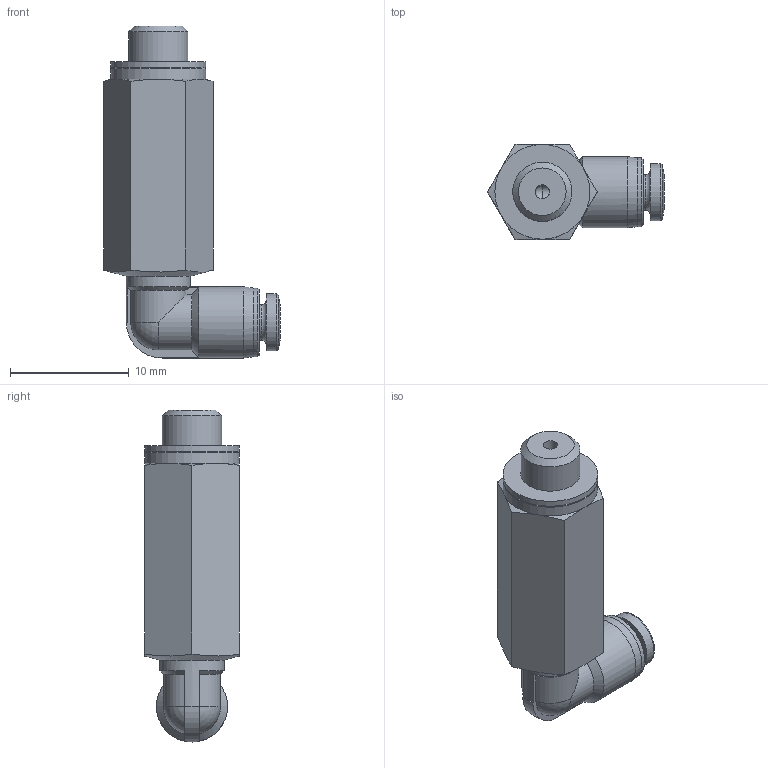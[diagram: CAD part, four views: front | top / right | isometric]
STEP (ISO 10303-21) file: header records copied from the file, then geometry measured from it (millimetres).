
FILE_DESCRIPTION(/* description */ ('STEP AP214'),/* implementation_level */ '2;1');
FILE_NAME(/* name */ '133033_QSMLL-M5-2',/* time_stamp */ '2024-09-13T00:13:26+02:00',/* author */ ('License CC BY-ND 4.0'),/* organization */ ('CADENAS'),/* preprocessor_version */ 'ST-DEVELOPER v19.3',/* originating_system */ 'PARTsolutions',/* authorisation */ ' ');
FILE_SCHEMA (('AUTOMOTIVE_DESIGN {1 0 10303 214 3 1 1}'));
Length unit declared in the file: millimetre
Products named in the file (1): 133033 QSMLL-M5-2
Bounding box: 14.92 x 8 x 28 mm (x, y, z)
Volume: 1297.3 mm3; surface area: 1055.6 mm2
Topology: 1 solids, 1 shells, 59 faces, 140 edges, 86 vertices
Faces by surface type: plane 19, cylinder 16, cone 16, sphere 5, torus 3
Full cylindrical faces by diameter (mm): 1.2 x2, 2 x1, 3 x1, 4.8 x1, 5 x1, 5.4 x1, 5.8 x1, 6 x1, 8 x2
Entity records: 2033 total; most frequent: CARTESIAN_POINT 350, DIRECTION 265, ORIENTED_EDGE 230, AXIS2_PLACEMENT_3D 119, EDGE_CURVE 115, EDGE_LOOP 85, FACE_BOUND 85, VERTEX_POINT 82
